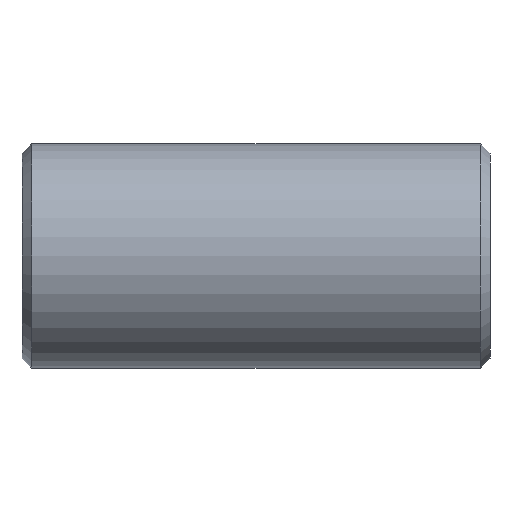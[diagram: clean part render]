
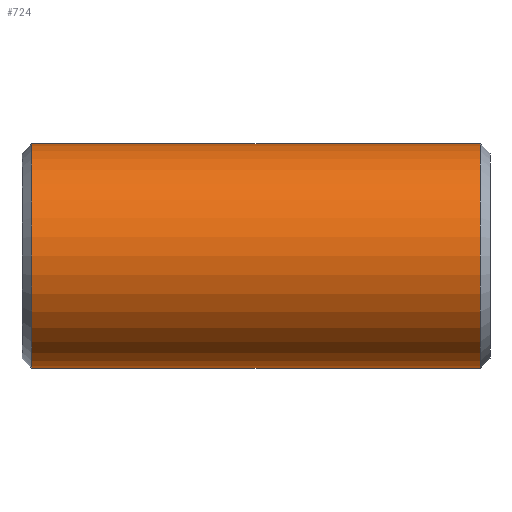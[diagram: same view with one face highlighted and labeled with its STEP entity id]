
A CAD part, front view. The second image highlights one B-rep face of the part: STEP entity #724.
In plain terms, the highlighted cylindrical face has radius 36.513 mm (diameter 73.025 mm), a partial arc.
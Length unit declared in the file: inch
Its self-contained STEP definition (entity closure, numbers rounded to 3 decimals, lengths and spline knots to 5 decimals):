
#16 = CARTESIAN_POINT ( 'NONE',  ( 3., 0., 0. ) ) ;
#31 = AXIS2_PLACEMENT_3D ( 'NONE', #607, #43, #543 ) ;
#34 = CIRCLE ( 'NONE', #227, 1.4375 ) ;
#43 = DIRECTION ( 'NONE',  ( -1., 0., 0. ) ) ;
#46 = CARTESIAN_POINT ( 'NONE',  ( -2.875, 0., 0. ) ) ;
#128 = DIRECTION ( 'NONE',  ( -1., 0., 0. ) ) ;
#162 = CARTESIAN_POINT ( 'NONE',  ( -2.875, 0., -1.4375 ) ) ;
#185 = CARTESIAN_POINT ( 'NONE',  ( 3., 0., -1.4375 ) ) ;
#216 = DIRECTION ( 'NONE',  ( 1., 0., 0. ) ) ;
#227 = AXIS2_PLACEMENT_3D ( 'NONE', #46, #216, #440 ) ;
#238 = VECTOR ( 'NONE', #244, 39.37008 ) ;
#243 = EDGE_CURVE ( 'NONE', #673, #402, #306, .T. ) ;
#244 = DIRECTION ( 'NONE',  ( -1., 0., 0. ) ) ;
#245 = ORIENTED_EDGE ( 'NONE', *, *, #243, .T. ) ;
#258 = EDGE_CURVE ( 'NONE', #613, #586, #471, .T. ) ;
#268 = AXIS2_PLACEMENT_3D ( 'NONE', #16, #128, #297 ) ;
#282 = CARTESIAN_POINT ( 'NONE',  ( 2.875, 0., -1.4375 ) ) ;
#297 = DIRECTION ( 'NONE',  ( 0., 0., 1. ) ) ;
#303 = EDGE_LOOP ( 'NONE', ( #345, #620, #245, #425 ) ) ;
#306 = LINE ( 'NONE', #524, #238 ) ;
#345 = ORIENTED_EDGE ( 'NONE', *, *, #258, .F. ) ;
#359 = CIRCLE ( 'NONE', #31, 1.4375 ) ;
#402 = VERTEX_POINT ( 'NONE', #490 ) ;
#425 = ORIENTED_EDGE ( 'NONE', *, *, #569, .T. ) ;
#440 = DIRECTION ( 'NONE',  ( 0., 0., 1. ) ) ;
#443 = EDGE_CURVE ( 'NONE', #613, #673, #359, .T. ) ;
#471 = LINE ( 'NONE', #185, #558 ) ;
#490 = CARTESIAN_POINT ( 'NONE',  ( -2.875, 0., 1.4375 ) ) ;
#524 = CARTESIAN_POINT ( 'NONE',  ( 3., 0., 1.4375 ) ) ;
#543 = DIRECTION ( 'NONE',  ( 0., 0., -1. ) ) ;
#558 = VECTOR ( 'NONE', #635, 39.37008 ) ;
#566 = FACE_OUTER_BOUND ( 'NONE', #303, .T. ) ;
#569 = EDGE_CURVE ( 'NONE', #402, #586, #34, .T. ) ;
#586 = VERTEX_POINT ( 'NONE', #162 ) ;
#607 = CARTESIAN_POINT ( 'NONE',  ( 2.875, 0., 0. ) ) ;
#613 = VERTEX_POINT ( 'NONE', #282 ) ;
#620 = ORIENTED_EDGE ( 'NONE', *, *, #443, .T. ) ;
#635 = DIRECTION ( 'NONE',  ( -1., 0., 0. ) ) ;
#673 = VERTEX_POINT ( 'NONE', #690 ) ;
#675 = CYLINDRICAL_SURFACE ( 'NONE', #268, 1.4375 ) ;
#690 = CARTESIAN_POINT ( 'NONE',  ( 2.875, 0., 1.4375 ) ) ;
#724 = ADVANCED_FACE ( 'NONE', ( #566 ), #675, .T. ) ;
